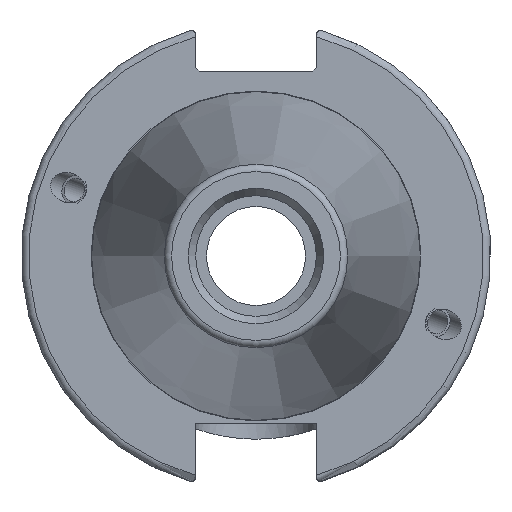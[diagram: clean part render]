
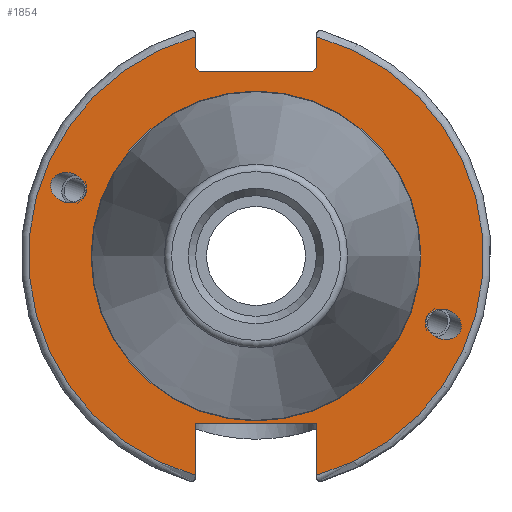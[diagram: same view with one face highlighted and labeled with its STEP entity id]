
A CAD part, left-side view. The second image highlights one B-rep face of the part: STEP entity #1854.
In plain terms, the highlighted planar face has unit normal (-1, 0, 0).
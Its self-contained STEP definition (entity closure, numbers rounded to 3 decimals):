
#49=ELLIPSE('',#2070,2.442,2.);
#58=ELLIPSE('',#2093,2.442,2.);
#72=FACE_BOUND('',#547,.T.);
#73=FACE_BOUND('',#548,.T.);
#74=FACE_BOUND('',#549,.T.);
#89=PLANE('',#2101);
#201=LINE('',#3527,#290);
#202=LINE('',#3531,#291);
#203=LINE('',#3533,#292);
#204=LINE('',#3535,#293);
#205=LINE('',#3537,#294);
#206=LINE('',#3539,#295);
#207=LINE('',#3543,#296);
#208=LINE('',#3544,#297);
#290=VECTOR('',#2577,10.);
#291=VECTOR('',#2580,10.);
#292=VECTOR('',#2581,10.);
#293=VECTOR('',#2582,10.);
#294=VECTOR('',#2583,10.);
#295=VECTOR('',#2584,10.);
#296=VECTOR('',#2587,10.);
#297=VECTOR('',#2588,10.);
#431=FACE_OUTER_BOUND('',#546,.T.);
#546=EDGE_LOOP('',(#1533,#1534,#1535,#1536,#1537,#1538,#1539,#1540,#1541,
#1542));
#547=EDGE_LOOP('',(#1543));
#548=EDGE_LOOP('',(#1544));
#549=EDGE_LOOP('',(#1545));
#689=CIRCLE('',#2099,22.3);
#691=CIRCLE('',#2102,30.75);
#692=CIRCLE('',#2103,30.75);
#822=VERTEX_POINT('',#3466);
#835=VERTEX_POINT('',#3509);
#839=VERTEX_POINT('',#3520);
#840=VERTEX_POINT('',#3525);
#841=VERTEX_POINT('',#3526);
#842=VERTEX_POINT('',#3528);
#843=VERTEX_POINT('',#3530);
#844=VERTEX_POINT('',#3532);
#845=VERTEX_POINT('',#3534);
#846=VERTEX_POINT('',#3536);
#847=VERTEX_POINT('',#3538);
#848=VERTEX_POINT('',#3540);
#849=VERTEX_POINT('',#3542);
#1059=EDGE_CURVE('',#822,#822,#49,.T.);
#1080=EDGE_CURVE('',#835,#835,#58,.T.);
#1085=EDGE_CURVE('',#839,#839,#689,.T.);
#1087=EDGE_CURVE('',#840,#841,#201,.T.);
#1088=EDGE_CURVE('',#842,#841,#691,.T.);
#1089=EDGE_CURVE('',#842,#843,#202,.T.);
#1090=EDGE_CURVE('',#844,#843,#203,.T.);
#1091=EDGE_CURVE('',#844,#845,#204,.T.);
#1092=EDGE_CURVE('',#846,#845,#205,.T.);
#1093=EDGE_CURVE('',#846,#847,#206,.T.);
#1094=EDGE_CURVE('',#848,#847,#692,.T.);
#1095=EDGE_CURVE('',#848,#849,#207,.T.);
#1096=EDGE_CURVE('',#849,#840,#208,.T.);
#1533=ORIENTED_EDGE('',*,*,#1087,.T.);
#1534=ORIENTED_EDGE('',*,*,#1088,.F.);
#1535=ORIENTED_EDGE('',*,*,#1089,.T.);
#1536=ORIENTED_EDGE('',*,*,#1090,.F.);
#1537=ORIENTED_EDGE('',*,*,#1091,.T.);
#1538=ORIENTED_EDGE('',*,*,#1092,.F.);
#1539=ORIENTED_EDGE('',*,*,#1093,.T.);
#1540=ORIENTED_EDGE('',*,*,#1094,.F.);
#1541=ORIENTED_EDGE('',*,*,#1095,.T.);
#1542=ORIENTED_EDGE('',*,*,#1096,.T.);
#1543=ORIENTED_EDGE('',*,*,#1059,.T.);
#1544=ORIENTED_EDGE('',*,*,#1080,.T.);
#1545=ORIENTED_EDGE('',*,*,#1085,.F.);
#1854=ADVANCED_FACE('',(#431,#72,#73,#74),#89,.T.);
#2070=AXIS2_PLACEMENT_3D('',#3468,#2505,#2506);
#2093=AXIS2_PLACEMENT_3D('',#3511,#2558,#2559);
#2099=AXIS2_PLACEMENT_3D('',#3522,#2571,#2572);
#2101=AXIS2_PLACEMENT_3D('',#3524,#2575,#2576);
#2102=AXIS2_PLACEMENT_3D('',#3529,#2578,#2579);
#2103=AXIS2_PLACEMENT_3D('',#3541,#2585,#2586);
#2505=DIRECTION('center_axis',(1.,0.,0.));
#2506=DIRECTION('ref_axis',(0.,-0.94,-0.342));
#2558=DIRECTION('center_axis',(1.,0.,0.));
#2559=DIRECTION('ref_axis',(0.,0.94,0.342));
#2571=DIRECTION('center_axis',(-1.,0.,0.));
#2572=DIRECTION('ref_axis',(0.,-1.,0.));
#2575=DIRECTION('center_axis',(-1.,0.,0.));
#2576=DIRECTION('ref_axis',(0.,0.,1.));
#2577=DIRECTION('',(0.,0.,-1.));
#2578=DIRECTION('center_axis',(1.,0.,0.));
#2579=DIRECTION('ref_axis',(0.,-1.,0.));
#2580=DIRECTION('',(0.,0.,-1.));
#2581=DIRECTION('',(0.,-0.707,0.707));
#2582=DIRECTION('',(0.,1.,0.));
#2583=DIRECTION('',(0.,-0.707,-0.707));
#2584=DIRECTION('',(0.,0.,1.));
#2585=DIRECTION('center_axis',(1.,0.,0.));
#2586=DIRECTION('ref_axis',(0.,1.,0.));
#2587=DIRECTION('',(0.,0.,1.));
#2588=DIRECTION('',(0.,-1.,0.));
#3466=CARTESIAN_POINT('',(3.175,-23.077,-8.399));
#3468=CARTESIAN_POINT('Origin',(3.175,-25.372,-9.235));
#3509=CARTESIAN_POINT('',(3.175,23.077,8.399));
#3511=CARTESIAN_POINT('Origin',(3.175,25.372,9.235));
#3520=CARTESIAN_POINT('',(3.175,0.,22.3));
#3522=CARTESIAN_POINT('Origin',(3.175,0.,0.));
#3524=CARTESIAN_POINT('Origin',(3.175,31.75,0.));
#3525=CARTESIAN_POINT('',(3.175,-8.19,-22.6));
#3526=CARTESIAN_POINT('',(3.175,-8.19,-29.639));
#3527=CARTESIAN_POINT('',(3.175,-8.19,-11.3));
#3528=CARTESIAN_POINT('',(3.175,-8.19,29.639));
#3529=CARTESIAN_POINT('Origin',(3.175,0.,0.));
#3530=CARTESIAN_POINT('',(3.175,-8.19,25.5));
#3531=CARTESIAN_POINT('',(3.175,-8.19,12.5));
#3532=CARTESIAN_POINT('',(3.175,-7.69,25.));
#3533=CARTESIAN_POINT('',(3.175,8.295,9.015));
#3534=CARTESIAN_POINT('',(3.175,7.69,25.));
#3535=CARTESIAN_POINT('',(3.175,15.875,25.));
#3536=CARTESIAN_POINT('',(3.175,8.19,25.5));
#3537=CARTESIAN_POINT('',(3.175,7.58,24.89));
#3538=CARTESIAN_POINT('',(3.175,8.19,29.639));
#3539=CARTESIAN_POINT('',(3.175,8.19,12.5));
#3540=CARTESIAN_POINT('',(3.175,8.19,-29.639));
#3541=CARTESIAN_POINT('Origin',(3.175,0.,0.));
#3542=CARTESIAN_POINT('',(3.175,8.19,-22.6));
#3543=CARTESIAN_POINT('',(3.175,8.19,-11.3));
#3544=CARTESIAN_POINT('',(3.175,15.875,-22.6));
